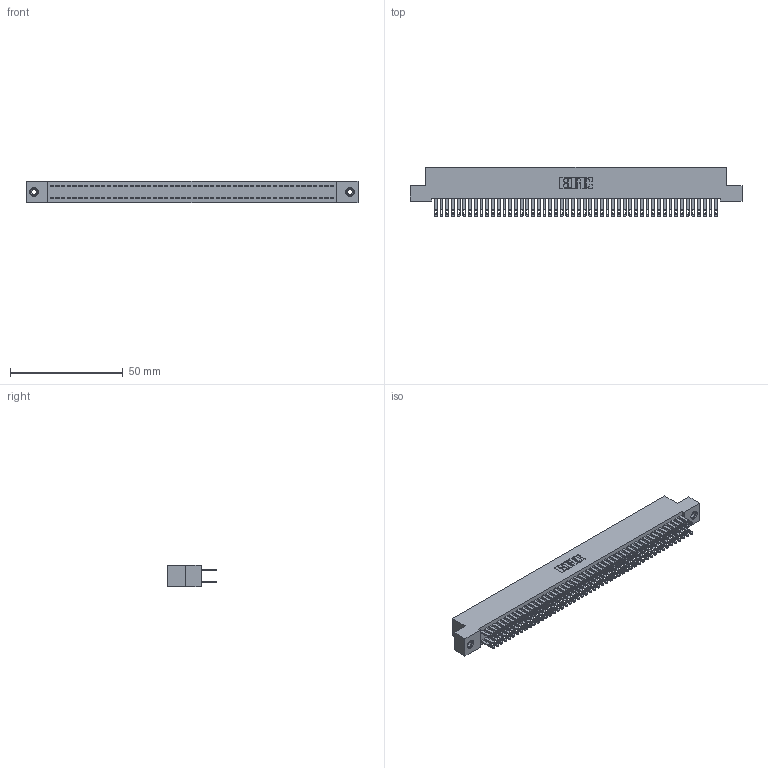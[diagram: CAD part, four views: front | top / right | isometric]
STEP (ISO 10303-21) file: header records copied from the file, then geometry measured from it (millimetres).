
FILE_DESCRIPTION (( 'STEP AP203' ), '1' );
FILE_NAME ('892-100-500-208.STEP', '2020-09-21T21:20:57', ( '' ), ( '' ), 'SwSTEP 2.0', 'SolidWorks 2020', '' );
FILE_SCHEMA (( 'CONFIG_CONTROL_DESIGN' ));
Length unit declared in the file: inch
Products named in the file (4): 345-292-001_345-293-100; 345-250-001_345-250-003-102; 842 Part_TI; 892-100-500-208
Assembly tree (103 placements, depth 2):
  892-100-500-208
    842 Part_TI
    345-292-001_345-293-100  x100
    345-250-001_345-250-003-102  x2
Bounding box: 147.32 x 21.85 x 9.4 mm (x, y, z)
Volume: 13574.4 mm3; surface area: 23260.6 mm2
Topology: 103 solids, 103 shells, 4970 faces, 15135 edges, 10082 vertices
Faces by surface type: plane 3098, cylinder 1856, cone 12, torus 4
Entity records: 32116 total; most frequent: CARTESIAN_POINT 5293, ORIENTED_EDGE 5222, DIRECTION 4541, EDGE_CURVE 2611, LINE 2459, VECTOR 2459, VERTEX_POINT 1736, AXIS2_PLACEMENT_3D 1041
